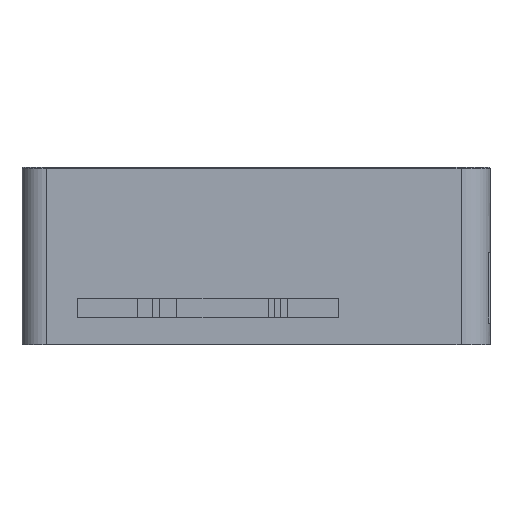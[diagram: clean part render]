
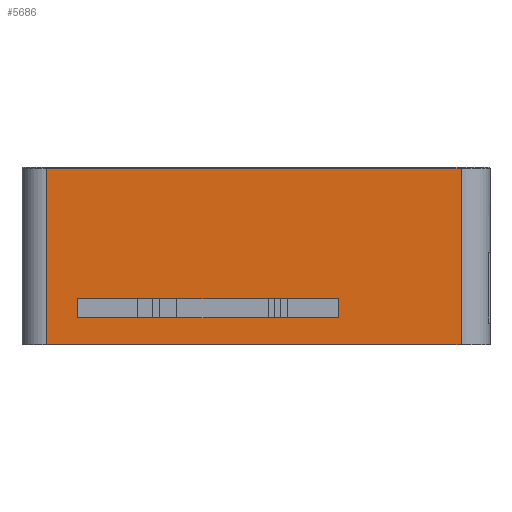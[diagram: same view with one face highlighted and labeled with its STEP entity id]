
A CAD part, left-side view. The second image highlights one B-rep face of the part: STEP entity #5686.
In plain terms, the highlighted planar face has unit normal (-1, 0, 0).
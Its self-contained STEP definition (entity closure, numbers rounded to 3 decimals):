
#304=FACE_BOUND('',#903,.T.);
#575=FACE_OUTER_BOUND('',#902,.T.);
#902=EDGE_LOOP('',(#5202,#5203,#5204,#5205));
#903=EDGE_LOOP('',(#5206,#5207,#5208,#5209));
#1346=LINE('',#8757,#2004);
#1349=LINE('',#8762,#2007);
#1491=LINE('',#9084,#2149);
#1493=LINE('',#9095,#2151);
#1494=LINE('',#9097,#2152);
#1523=LINE('',#9291,#2181);
#1530=LINE('',#9312,#2188);
#1535=LINE('',#9323,#2193);
#2004=VECTOR('',#7076,10.);
#2007=VECTOR('',#7081,10.);
#2149=VECTOR('',#7415,10.);
#2151=VECTOR('',#7433,10.);
#2152=VECTOR('',#7436,10.);
#2181=VECTOR('',#7527,10.);
#2188=VECTOR('',#7558,1.);
#2193=VECTOR('',#7575,1.);
#2635=VERTEX_POINT('',#8754);
#2636=VERTEX_POINT('',#8756);
#2637=VERTEX_POINT('',#8760);
#2720=VERTEX_POINT('',#9078);
#2721=VERTEX_POINT('',#9082);
#2722=VERTEX_POINT('',#9093);
#2748=VERTEX_POINT('',#9290);
#2750=VERTEX_POINT('',#9311);
#3317=EDGE_CURVE('',#2635,#2636,#1346,.T.);
#3320=EDGE_CURVE('',#2635,#2637,#1349,.T.);
#3488=EDGE_CURVE('',#2720,#2721,#1491,.T.);
#3494=EDGE_CURVE('',#2637,#2722,#1493,.T.);
#3495=EDGE_CURVE('',#2722,#2636,#1494,.T.);
#3538=EDGE_CURVE('',#2721,#2748,#1523,.T.);
#3547=EDGE_CURVE('',#2748,#2750,#1530,.T.);
#3553=EDGE_CURVE('',#2750,#2720,#1535,.T.);
#5202=ORIENTED_EDGE('',*,*,#3488,.F.);
#5203=ORIENTED_EDGE('',*,*,#3553,.F.);
#5204=ORIENTED_EDGE('',*,*,#3547,.F.);
#5205=ORIENTED_EDGE('',*,*,#3538,.F.);
#5206=ORIENTED_EDGE('',*,*,#3320,.T.);
#5207=ORIENTED_EDGE('',*,*,#3494,.T.);
#5208=ORIENTED_EDGE('',*,*,#3495,.T.);
#5209=ORIENTED_EDGE('',*,*,#3317,.F.);
#5413=PLANE('',#6129);
#5686=ADVANCED_FACE('',(#575,#304),#5413,.T.);
#6129=AXIS2_PLACEMENT_3D('',#9385,#7644,#7645);
#7076=DIRECTION('',(0.,1.,0.));
#7081=DIRECTION('',(0.,0.,-1.));
#7415=DIRECTION('',(0.,-1.,0.));
#7433=DIRECTION('',(0.,1.,0.));
#7436=DIRECTION('',(0.,0.,1.));
#7527=DIRECTION('',(0.,0.,-1.));
#7558=DIRECTION('',(0.,1.,0.));
#7575=DIRECTION('',(0.,0.,1.));
#7644=DIRECTION('center_axis',(-1.,0.,0.));
#7645=DIRECTION('ref_axis',(0.,0.,-1.));
#8754=CARTESIAN_POINT('',(-31.5,-16.5,9.5));
#8756=CARTESIAN_POINT('',(-31.5,37.5,9.5));
#8757=CARTESIAN_POINT('',(-31.5,18.75,9.5));
#8760=CARTESIAN_POINT('',(-31.5,-16.5,5.5));
#8762=CARTESIAN_POINT('',(-31.5,-16.5,13.413));
#9078=CARTESIAN_POINT('',(-31.5,44.,36.45));
#9082=CARTESIAN_POINT('',(-31.5,-41.861,36.45));
#9084=CARTESIAN_POINT('',(-31.5,-0.926,36.45));
#9093=CARTESIAN_POINT('',(-31.5,37.5,5.5));
#9095=CARTESIAN_POINT('',(-31.5,-8.25,5.5));
#9097=CARTESIAN_POINT('',(-31.5,37.5,13.413));
#9290=CARTESIAN_POINT('',(-31.5,-41.861,0.));
#9291=CARTESIAN_POINT('',(-31.5,-41.861,9.163));
#9311=CARTESIAN_POINT('',(-31.5,44.,0.));
#9312=CARTESIAN_POINT('',(-31.5,-44.,0.));
#9323=CARTESIAN_POINT('',(-31.5,44.,0.));
#9385=CARTESIAN_POINT('Origin',(-31.5,0.,18.325));
